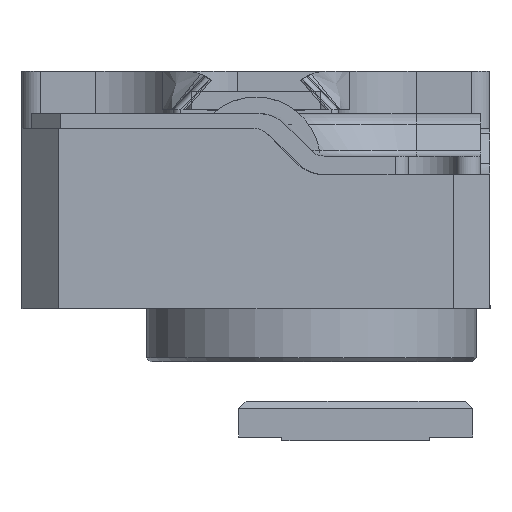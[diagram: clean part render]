
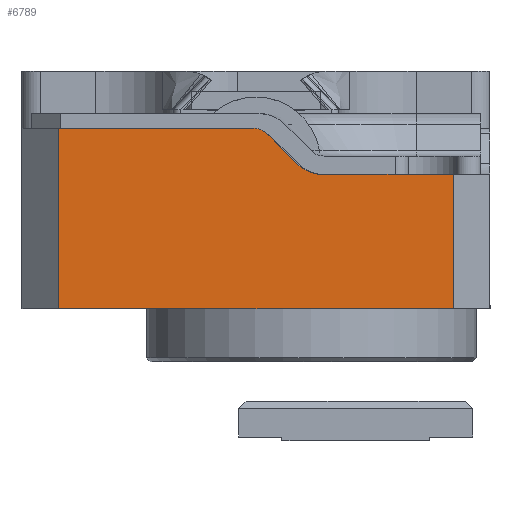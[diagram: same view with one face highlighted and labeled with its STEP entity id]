
A CAD part, front view. The second image highlights one B-rep face of the part: STEP entity #6789.
In plain terms, the highlighted face is planar.
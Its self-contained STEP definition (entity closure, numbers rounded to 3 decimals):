
#968=CIRCLE('',#44255,1.);
#969=CIRCLE('',#44256,0.5);
#6789=ADVANCED_FACE('',(#10595),#8724,.T.);
#8724=PLANE('',#44257);
#10595=FACE_OUTER_BOUND('',#12774,.T.);
#12774=EDGE_LOOP('',(#17804,#17805,#17806,#17807,#17808,#17809,#17810,#17811));
#17804=ORIENTED_EDGE('',*,*,#31485,.T.);
#17805=ORIENTED_EDGE('',*,*,#31523,.T.);
#17806=ORIENTED_EDGE('',*,*,#31524,.T.);
#17807=ORIENTED_EDGE('',*,*,#31525,.T.);
#17808=ORIENTED_EDGE('',*,*,#31526,.T.);
#17809=ORIENTED_EDGE('',*,*,#31527,.T.);
#17810=ORIENTED_EDGE('',*,*,#31501,.T.);
#17811=ORIENTED_EDGE('',*,*,#31528,.T.);
#27119=VERTEX_POINT('',#63345);
#27120=VERTEX_POINT('',#63347);
#27133=VERTEX_POINT('',#63377);
#27134=VERTEX_POINT('',#63379);
#27152=VERTEX_POINT('',#63422);
#27153=VERTEX_POINT('',#63424);
#27154=VERTEX_POINT('',#63426);
#27155=VERTEX_POINT('',#63428);
#31485=EDGE_CURVE('',#27120,#27119,#36238,.T.);
#31501=EDGE_CURVE('',#27134,#27133,#36250,.T.);
#31523=EDGE_CURVE('',#27119,#27152,#36266,.T.);
#31524=EDGE_CURVE('',#27152,#27153,#36267,.T.);
#31525=EDGE_CURVE('',#27153,#27154,#968,.T.);
#31526=EDGE_CURVE('',#27154,#27155,#36268,.T.);
#31527=EDGE_CURVE('',#27155,#27134,#969,.T.);
#31528=EDGE_CURVE('',#27133,#27120,#36269,.T.);
#36238=LINE('',#63346,#40235);
#36250=LINE('',#63378,#40247);
#36266=LINE('',#63421,#40263);
#36267=LINE('',#63423,#40264);
#36268=LINE('',#63427,#40265);
#36269=LINE('',#63430,#40266);
#40235=VECTOR('',#48456,1.);
#40247=VECTOR('',#48480,1.);
#40263=VECTOR('',#48514,1.);
#40264=VECTOR('',#48515,1.);
#40265=VECTOR('',#48518,1.);
#40266=VECTOR('',#48521,1.);
#44255=AXIS2_PLACEMENT_3D('',#63425,#48516,#48517);
#44256=AXIS2_PLACEMENT_3D('',#63429,#48519,#48520);
#44257=AXIS2_PLACEMENT_3D('',#63431,#48522,#48523);
#48456=DIRECTION('',(-1.,0.,0.));
#48480=DIRECTION('',(1.,0.,0.));
#48514=DIRECTION('',(0.,0.,1.));
#48515=DIRECTION('',(1.,0.,0.));
#48516=DIRECTION('',(0.,-1.,0.));
#48517=DIRECTION('',(0.,0.,1.));
#48518=DIRECTION('',(0.707,0.,0.707));
#48519=DIRECTION('',(0.,1.,0.));
#48520=DIRECTION('',(0.,0.,1.));
#48521=DIRECTION('',(0.,0.,-1.));
#48522=DIRECTION('',(0.,1.,0.));
#48523=DIRECTION('',(0.,0.,1.));
#63345=CARTESIAN_POINT('',(1.,20.5,0.));
#63346=CARTESIAN_POINT('',(6.35,20.5,0.));
#63347=CARTESIAN_POINT('',(11.7,20.5,0.));
#63377=CARTESIAN_POINT('',(11.7,20.5,4.9));
#63378=CARTESIAN_POINT('',(6.35,20.5,4.9));
#63379=CARTESIAN_POINT('',(6.407,20.5,4.9));
#63421=CARTESIAN_POINT('',(1.,20.5,0.));
#63422=CARTESIAN_POINT('',(1.,20.5,3.65));
#63423=CARTESIAN_POINT('',(0.,20.5,3.65));
#63424=CARTESIAN_POINT('',(4.536,20.5,3.65));
#63425=CARTESIAN_POINT('',(4.536,20.5,4.65));
#63426=CARTESIAN_POINT('',(5.243,20.5,3.943));
#63427=CARTESIAN_POINT('',(3.825,20.5,2.525));
#63428=CARTESIAN_POINT('',(6.054,20.5,4.754));
#63429=CARTESIAN_POINT('',(6.407,20.5,4.4));
#63430=CARTESIAN_POINT('',(11.7,20.5,0.));
#63431=CARTESIAN_POINT('',(6.35,20.5,0.));
